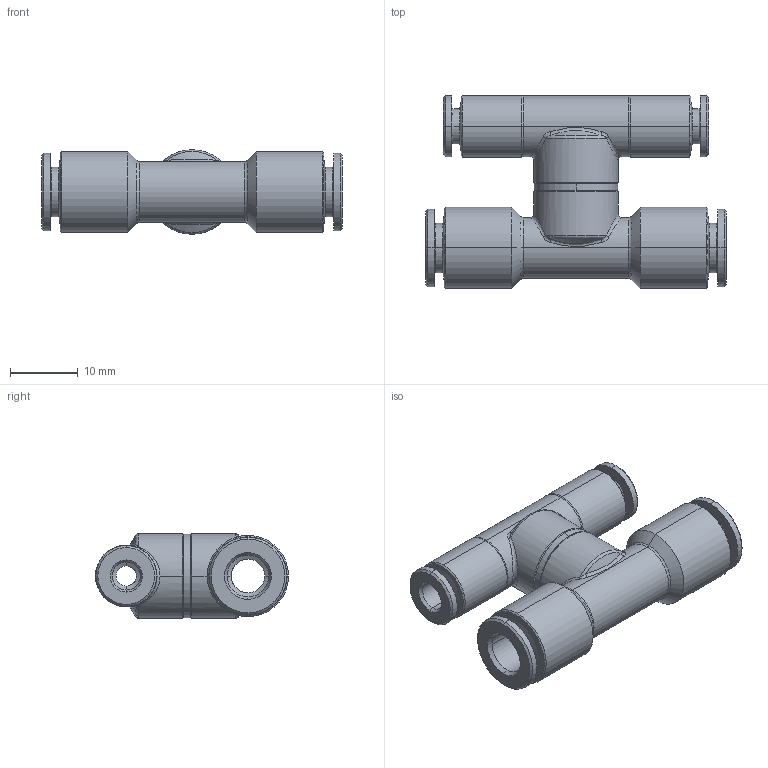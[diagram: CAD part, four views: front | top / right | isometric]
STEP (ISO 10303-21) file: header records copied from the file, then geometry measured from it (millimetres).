
FILE_DESCRIPTION (( 'STEP AP203' ), '1' );
FILE_NAME ('A0361030.STEP', '2009-12-16T15:04:01', ( '' ), ( 'sopra-pneumatic' ), 'SwSTEP 2.0', 'SolidWorks 2009', '' );
FILE_SCHEMA (( 'CONFIG_CONTROL_DESIGN' ));
Length unit declared in the file: millimetre
Products named in the file (1): A0361030
Bounding box: 44.4 x 28.55 x 12.5 mm (x, y, z)
Volume: 5652.8 mm3; surface area: 5046.4 mm2
Topology: 1 solids, 1 shells, 156 faces, 340 edges, 196 vertices
Faces by surface type: cone 60, cylinder 50, plane 18, bspline 16, torus 12
Entity records: 6825 total; most frequent: CARTESIAN_POINT 3321, DIRECTION 770, ORIENTED_EDGE 680, EDGE_CURVE 340, AXIS2_PLACEMENT_3D 329, VERTEX_POINT 196, CIRCLE 188, EDGE_LOOP 172
